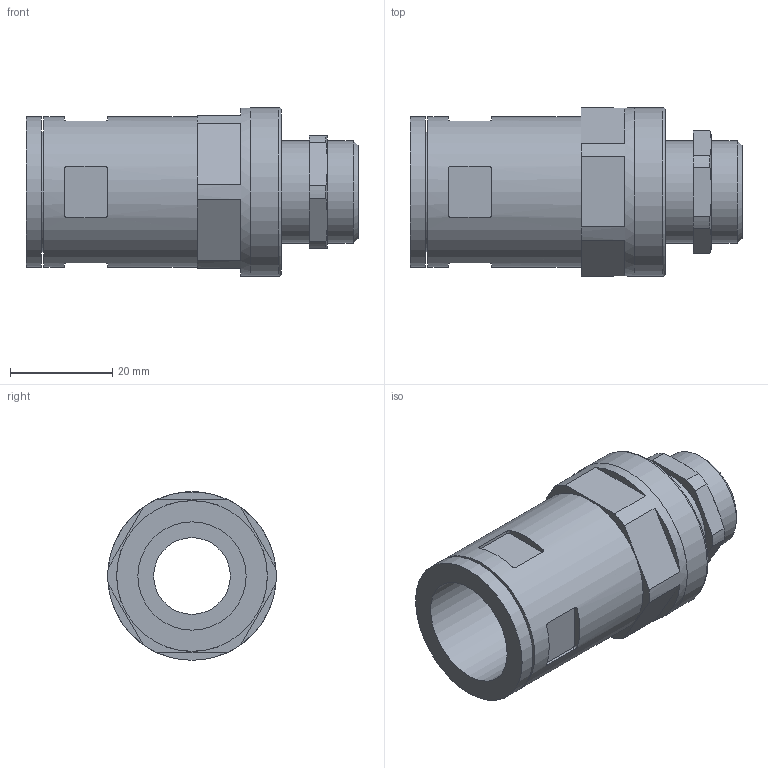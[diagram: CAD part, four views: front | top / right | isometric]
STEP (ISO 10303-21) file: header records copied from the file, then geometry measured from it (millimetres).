
FILE_DESCRIPTION( ( 'STEP AP203' ), '1' );
FILE_NAME( 'FLEXA RQGKZ-M 5110.021.220.stp', '2020-03-25T08:20:27', ( 'License CC BY-ND 4.0' ), ( 'CADENAS' ), ' ', 'PARTsolutions', ' ' );
FILE_SCHEMA( ( 'CONFIG_CONTROL_DESIGN' ) );
Length unit declared in the file: millimetre
Products named in the file (3): FLEXA RQGKZ-M 5110.021.220; _FLEXA RQGK2-M 5108.021.220; _FLEXA RQGKZ-M-Zwischenstutzen 5110.021.220
Assembly tree (2 placements, depth 2):
  FLEXA RQGKZ-M 5110.021.220
    _FLEXA RQGK2-M 5108.021.220
    _FLEXA RQGKZ-M-Zwischenstutzen 5110.021.220
Bounding box: 65 x 33 x 33 mm (x, y, z)
Volume: 23102.4 mm3; surface area: 12521.2 mm2
Topology: 2 solids, 2 shells, 99 faces, 236 edges, 153 vertices
Faces by surface type: plane 51, cylinder 35, cone 12, torus 1
Full cylindrical faces by diameter (mm): 15 x1, 16.1 x1, 18.16 x1, 20 x2, 21.2 x1, 23.4 x1, 25.38 x1, 25.78 x1, 29.5 x2, 32.98 x1, 33 x1
Entity records: 2906 total; most frequent: CARTESIAN_POINT 578, DIRECTION 472, ORIENTED_EDGE 422, EDGE_CURVE 211, AXIS2_PLACEMENT_3D 187, VERTEX_POINT 149, EDGE_LOOP 136, FACE_OUTER_BOUND 113
